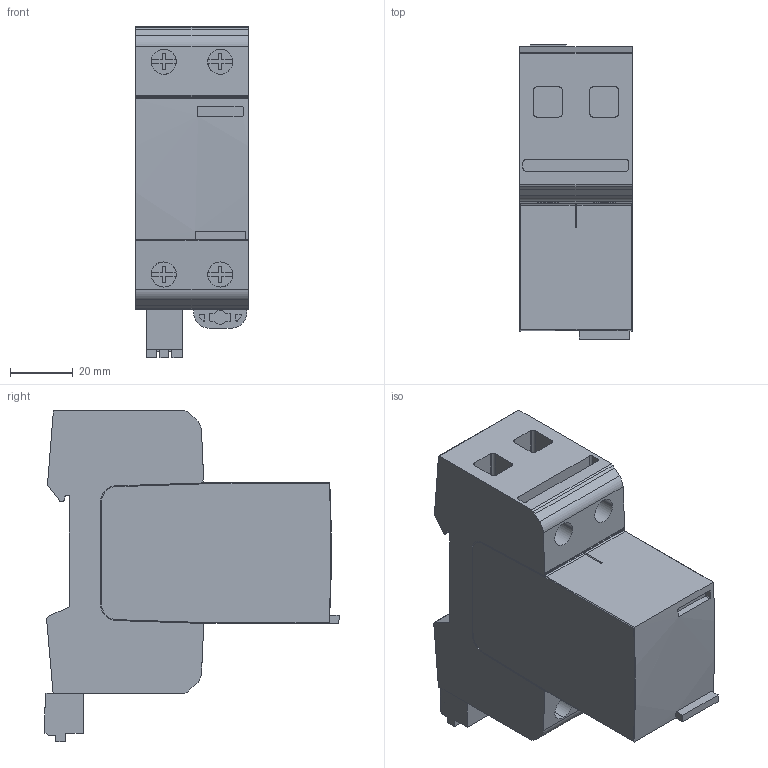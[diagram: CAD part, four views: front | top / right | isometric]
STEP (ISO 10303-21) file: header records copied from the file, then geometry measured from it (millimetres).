
FILE_DESCRIPTION((''),'2;1');
FILE_NAME('NWEGEN_CUSTOMER_T1SF_R','2022-02-04T18:36:39',('sebastjan.kamensek'),('Audax d.o.o.'),'CREO PARAMETRIC BY PTC INC, 2020281','CREO PARAMETRIC BY PTC INC, 2020281','');
FILE_SCHEMA(('AP242_MANAGED_MODEL_BASED_3D_ENGINEERING_MIM_LF { 1 0 10303 442 1 1 4 }'));
Length unit declared in the file: millimetre
Products named in the file (1): NWEGEN_CUSTOMER_T1SF_R
Bounding box: 36 x 93.86 x 105.62 mm (x, y, z)
Volume: 210130 mm3; surface area: 29836.2 mm2
Topology: 1 solids, 2 shells, 343 faces, 978 edges, 653 vertices
Faces by surface type: plane 226, cylinder 81, extrusion 34, cone 2
Entity records: 12220 total; most frequent: CARTESIAN_POINT 2876, ORIENTED_EDGE 1956, DIRECTION 1723, EDGE_CURVE 978, VECTOR 705, LINE 671, VERTEX_POINT 653, AXIS2_PLACEMENT_3D 509
